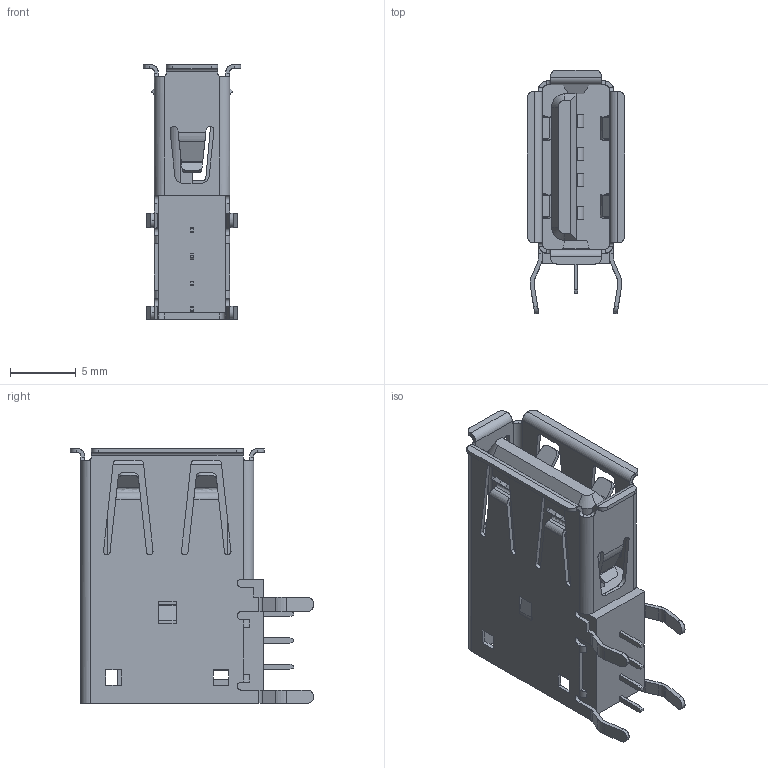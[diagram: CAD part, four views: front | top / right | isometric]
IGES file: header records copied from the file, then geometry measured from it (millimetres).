
Start section: SolidWorks IGES file using analytic representation for surfaces
Global section: file name: CKelleher'KUSBX-SLAS1N-B_rA3.IGS; native system: SolidWorks 2012; preprocessor: SolidWorks 2012; author: Ckelleher; date: 150205.105025; units: millimetre
Bounding box: 7.4 x 18.45 x 19.3 mm (x, y, z)
Surface area: 1761.9 mm2 (no closed solid volume)
Topology: 0 solids, 0 shells, 407 faces, 3370 edges, 3370 vertices
Faces by surface type: bspline 255, revolution 152
